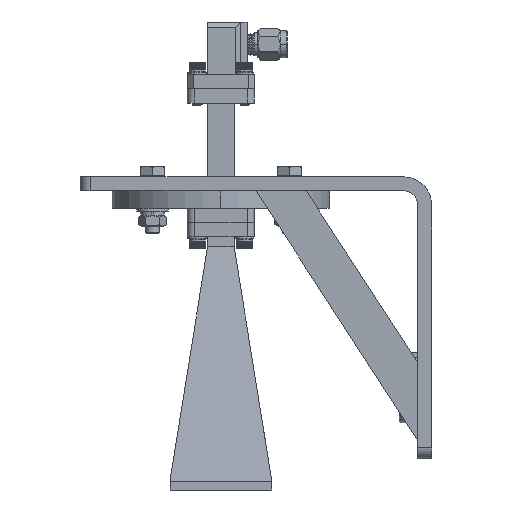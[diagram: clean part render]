
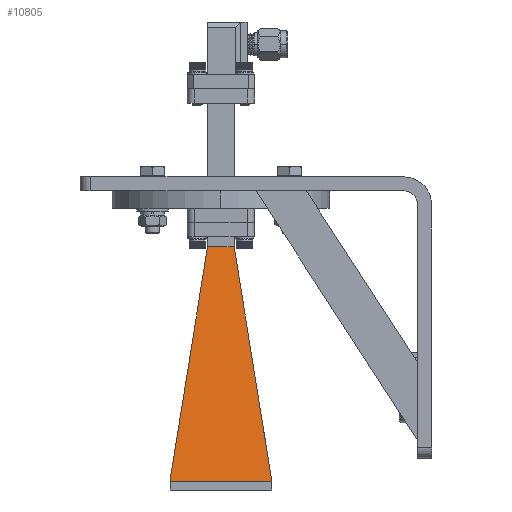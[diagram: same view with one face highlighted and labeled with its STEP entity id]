
A CAD part, left-side view. The second image highlights one B-rep face of the part: STEP entity #10805.
In plain terms, the highlighted face is planar.
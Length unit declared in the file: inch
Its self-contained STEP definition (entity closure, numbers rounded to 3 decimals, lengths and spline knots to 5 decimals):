
#450 = CARTESIAN_POINT ( 'NONE',  ( 0.56799, 0.74043, 4.56242 ) ) ;
#1734 = CARTESIAN_POINT ( 'NONE',  ( -0.56799, 0.4895, 3.31102 ) ) ;
#2768 = EDGE_CURVE ( 'NONE', #23472, #12331, #48607, .T. ) ;
#3600 = ORIENTED_EDGE ( 'NONE', *, *, #49734, .F. ) ;
#4528 = CARTESIAN_POINT ( 'NONE',  ( 0.14874, 0.21904, 1.9622 ) ) ;
#4556 = EDGE_CURVE ( 'NONE', #8028, #28657, #8865, .T. ) ;
#8028 = VERTEX_POINT ( 'NONE', #11178 ) ;
#8865 = LINE ( 'NONE', #55754, #48504 ) ;
#9233 = EDGE_LOOP ( 'NONE', ( #3600, #53190, #28586, #52094, #46698, #45979, #40181, #48976 ) ) ;
#10805 = ADVANCED_FACE ( 'NONE', ( #55529 ), #12628, .T. ) ;
#11178 = CARTESIAN_POINT ( 'NONE',  ( -0.14874, 0.21874, 1.96069 ) ) ;
#12067 = CARTESIAN_POINT ( 'NONE',  ( 0., 0.4895, 3.31102 ) ) ;
#12331 = VERTEX_POINT ( 'NONE', #4528 ) ;
#12588 = VECTOR ( 'NONE', #23914, 39.37008 ) ;
#12628 = PLANE ( 'NONE',  #31975 ) ;
#12941 = DIRECTION ( 'NONE',  ( 0., -0.197, -0.98 ) ) ;
#14208 = VERTEX_POINT ( 'NONE', #28588 ) ;
#16085 = LINE ( 'NONE', #20923, #32368 ) ;
#16365 = DIRECTION ( 'NONE',  ( 1., 0., 0. ) ) ;
#16389 = VERTEX_POINT ( 'NONE', #39190 ) ;
#18675 = VECTOR ( 'NONE', #41940, 39.37008 ) ;
#18835 = EDGE_CURVE ( 'NONE', #12331, #42280, #37408, .T. ) ;
#19251 = VECTOR ( 'NONE', #54412, 39.37008 ) ;
#20923 = CARTESIAN_POINT ( 'NONE',  ( 0., 0.74522, 4.58633 ) ) ;
#21601 = EDGE_CURVE ( 'NONE', #43911, #23472, #35109, .T. ) ;
#22202 = DIRECTION ( 'NONE',  ( -0.156, -0.194, -0.968 ) ) ;
#23472 = VERTEX_POINT ( 'NONE', #450 ) ;
#23914 = DIRECTION ( 'NONE',  ( 0., 0.197, 0.98 ) ) ;
#24034 = CARTESIAN_POINT ( 'NONE',  ( 0., 0.21874, 1.96069 ) ) ;
#24612 = CARTESIAN_POINT ( 'NONE',  ( 0.14874, 0.21904, 1.9622 ) ) ;
#26592 = VECTOR ( 'NONE', #22202, 39.37008 ) ;
#27000 = CARTESIAN_POINT ( 'NONE',  ( 0.56799, 0.74043, 4.56242 ) ) ;
#28586 = ORIENTED_EDGE ( 'NONE', *, *, #47662, .T. ) ;
#28588 = CARTESIAN_POINT ( 'NONE',  ( -0.56799, 0.74043, 4.56242 ) ) ;
#28657 = VERTEX_POINT ( 'NONE', #39255 ) ;
#29552 = LINE ( 'NONE', #50586, #31855 ) ;
#29964 = DIRECTION ( 'NONE',  ( 0., 0.98, -0.197 ) ) ;
#31855 = VECTOR ( 'NONE', #46882, 39.37008 ) ;
#31975 = AXIS2_PLACEMENT_3D ( 'NONE', #12067, #29964, #55249 ) ;
#32368 = VECTOR ( 'NONE', #16365, 39.37008 ) ;
#33292 = EDGE_CURVE ( 'NONE', #14208, #16389, #38036, .T. ) ;
#35109 = LINE ( 'NONE', #52438, #46226 ) ;
#37408 = LINE ( 'NONE', #24612, #18675 ) ;
#37617 = EDGE_CURVE ( 'NONE', #42280, #8028, #39953, .T. ) ;
#38036 = LINE ( 'NONE', #1734, #12588 ) ;
#39190 = CARTESIAN_POINT ( 'NONE',  ( -0.56799, 0.74522, 4.58633 ) ) ;
#39255 = CARTESIAN_POINT ( 'NONE',  ( -0.14874, 0.21904, 1.9622 ) ) ;
#39329 = CARTESIAN_POINT ( 'NONE',  ( 0.14874, 0.21874, 1.96069 ) ) ;
#39953 = LINE ( 'NONE', #24034, #19251 ) ;
#40181 = ORIENTED_EDGE ( 'NONE', *, *, #37617, .T. ) ;
#41406 = CARTESIAN_POINT ( 'NONE',  ( 0.56799, 0.74522, 4.58633 ) ) ;
#41940 = DIRECTION ( 'NONE',  ( 0., -0.197, -0.98 ) ) ;
#42280 = VERTEX_POINT ( 'NONE', #39329 ) ;
#42411 = DIRECTION ( 'NONE',  ( 0., 0.197, 0.98 ) ) ;
#43911 = VERTEX_POINT ( 'NONE', #41406 ) ;
#45979 = ORIENTED_EDGE ( 'NONE', *, *, #18835, .T. ) ;
#46226 = VECTOR ( 'NONE', #12941, 39.37008 ) ;
#46698 = ORIENTED_EDGE ( 'NONE', *, *, #2768, .T. ) ;
#46882 = DIRECTION ( 'NONE',  ( 0.156, -0.194, -0.968 ) ) ;
#47662 = EDGE_CURVE ( 'NONE', #16389, #43911, #16085, .T. ) ;
#48504 = VECTOR ( 'NONE', #42411, 39.37008 ) ;
#48607 = LINE ( 'NONE', #27000, #26592 ) ;
#48976 = ORIENTED_EDGE ( 'NONE', *, *, #4556, .T. ) ;
#49734 = EDGE_CURVE ( 'NONE', #14208, #28657, #29552, .T. ) ;
#50586 = CARTESIAN_POINT ( 'NONE',  ( -0.56799, 0.74043, 4.56242 ) ) ;
#52094 = ORIENTED_EDGE ( 'NONE', *, *, #21601, .T. ) ;
#52438 = CARTESIAN_POINT ( 'NONE',  ( 0.56799, 0.74522, 4.58633 ) ) ;
#53190 = ORIENTED_EDGE ( 'NONE', *, *, #33292, .T. ) ;
#54412 = DIRECTION ( 'NONE',  ( -1., 0., 0. ) ) ;
#55249 = DIRECTION ( 'NONE',  ( 0., 0.197, 0.98 ) ) ;
#55529 = FACE_OUTER_BOUND ( 'NONE', #9233, .T. ) ;
#55754 = CARTESIAN_POINT ( 'NONE',  ( -0.14874, 0.21874, 1.96069 ) ) ;
